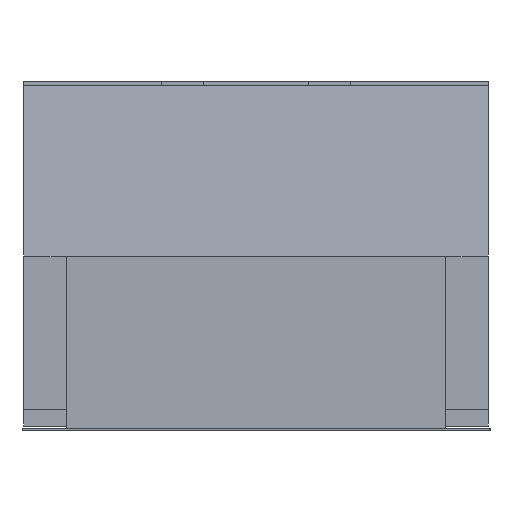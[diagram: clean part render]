
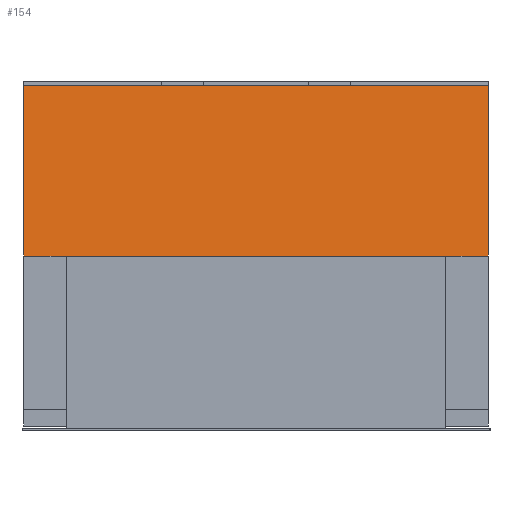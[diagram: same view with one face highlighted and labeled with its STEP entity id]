
A CAD part, left-side view. The second image highlights one B-rep face of the part: STEP entity #154.
In plain terms, the highlighted planar face has unit normal (-0.993, 0, 0.12).
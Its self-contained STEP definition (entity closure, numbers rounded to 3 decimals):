
#154=ADVANCED_FACE('',(#252),#204,.F.);
#204=PLANE('',#1113);
#252=FACE_OUTER_BOUND('',#304,.T.);
#304=EDGE_LOOP('',(#461,#462,#463,#464,#465,#466));
#461=ORIENTED_EDGE('',*,*,#775,.F.);
#462=ORIENTED_EDGE('',*,*,#776,.F.);
#463=ORIENTED_EDGE('',*,*,#774,.F.);
#464=ORIENTED_EDGE('',*,*,#777,.F.);
#465=ORIENTED_EDGE('',*,*,#707,.T.);
#466=ORIENTED_EDGE('',*,*,#778,.T.);
#617=VERTEX_POINT('',#1417);
#618=VERTEX_POINT('',#1419);
#633=VERTEX_POINT('',#1454);
#663=VERTEX_POINT('',#1540);
#667=VERTEX_POINT('',#1557);
#668=VERTEX_POINT('',#1558);
#707=EDGE_CURVE('',#618,#617,#841,.T.);
#774=EDGE_CURVE('',#663,#633,#908,.T.);
#775=EDGE_CURVE('',#667,#668,#909,.T.);
#776=EDGE_CURVE('',#633,#667,#910,.T.);
#777=EDGE_CURVE('',#618,#663,#911,.T.);
#778=EDGE_CURVE('',#617,#668,#912,.T.);
#841=LINE('',#1418,#975);
#908=LINE('',#1554,#1042);
#909=LINE('',#1556,#1043);
#910=LINE('',#1559,#1044);
#911=LINE('',#1560,#1045);
#912=LINE('',#1561,#1046);
#975=VECTOR('',#1166,1.);
#1042=VECTOR('',#1273,1.);
#1043=VECTOR('',#1276,1.);
#1044=VECTOR('',#1277,1.);
#1045=VECTOR('',#1278,1.);
#1046=VECTOR('',#1279,1.);
#1113=AXIS2_PLACEMENT_3D('',#1562,#1280,#1281);
#1166=DIRECTION('',(0.12,0.,0.993));
#1273=DIRECTION('',(0.,1.,0.));
#1276=DIRECTION('',(0.12,0.,0.993));
#1277=DIRECTION('',(0.,1.,0.));
#1278=DIRECTION('',(0.,1.,0.));
#1279=DIRECTION('',(0.,1.,0.));
#1280=DIRECTION('',(0.993,0.,-0.12));
#1281=DIRECTION('',(-0.12,0.,-0.993));
#1417=CARTESIAN_POINT('',(-1.499,-1.4,2.151));
#1418=CARTESIAN_POINT('',(-1.623,-1.4,1.126));
#1419=CARTESIAN_POINT('',(-1.623,-1.4,1.126));
#1454=CARTESIAN_POINT('',(-1.623,1.143,1.126));
#1540=CARTESIAN_POINT('',(-1.623,-1.143,1.126));
#1554=CARTESIAN_POINT('',(-1.623,-1.143,1.126));
#1556=CARTESIAN_POINT('',(-1.623,1.4,1.126));
#1557=CARTESIAN_POINT('',(-1.623,1.4,1.126));
#1558=CARTESIAN_POINT('',(-1.499,1.4,2.151));
#1559=CARTESIAN_POINT('',(-1.623,1.143,1.126));
#1560=CARTESIAN_POINT('',(-1.623,-1.4,1.126));
#1561=CARTESIAN_POINT('',(-1.499,-1.4,2.151));
#1562=CARTESIAN_POINT('',(-1.623,-1.4,1.126));
